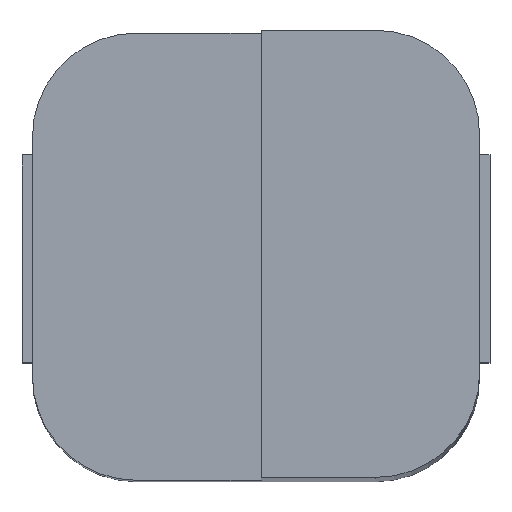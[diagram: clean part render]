
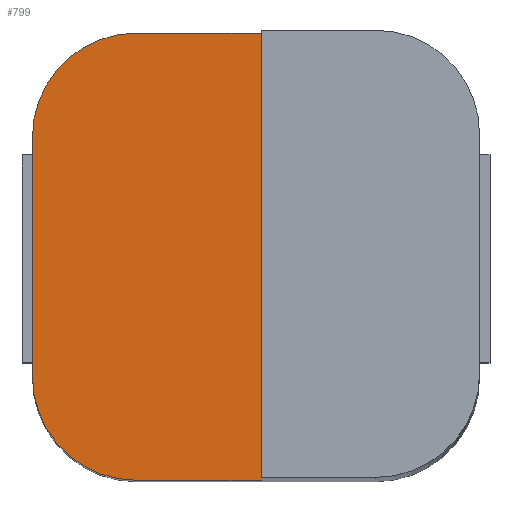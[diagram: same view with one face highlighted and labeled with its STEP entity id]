
A CAD part, top view. The second image highlights one B-rep face of the part: STEP entity #799.
In plain terms, the highlighted planar face has unit normal (0, 0, 1).
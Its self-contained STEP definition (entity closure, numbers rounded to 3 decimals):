
#676=FACE_OUTER_BOUND('',#1111,.T.);
#799=ADVANCED_FACE('',(#676),#926,.F.);
#926=PLANE('',#3187);
#1029=CIRCLE('',#3179,1.);
#1030=CIRCLE('',#3186,1.);
#1111=EDGE_LOOP('',(#1422,#1423,#1424,#1425,#1426,#1427));
#1422=ORIENTED_EDGE('',*,*,#2233,.F.);
#1423=ORIENTED_EDGE('',*,*,#2231,.F.);
#1424=ORIENTED_EDGE('',*,*,#2243,.F.);
#1425=ORIENTED_EDGE('',*,*,#2239,.F.);
#1426=ORIENTED_EDGE('',*,*,#2237,.T.);
#1427=ORIENTED_EDGE('',*,*,#2242,.F.);
#1992=VERTEX_POINT('',#4210);
#1993=VERTEX_POINT('',#4212);
#1994=VERTEX_POINT('',#4216);
#1995=VERTEX_POINT('',#4220);
#1996=VERTEX_POINT('',#4222);
#1997=VERTEX_POINT('',#4227);
#2231=EDGE_CURVE('',#1992,#1993,#2548,.T.);
#2233=EDGE_CURVE('',#1993,#1994,#1029,.T.);
#2237=EDGE_CURVE('',#1995,#1996,#2553,.T.);
#2239=EDGE_CURVE('',#1995,#1997,#2555,.T.);
#2242=EDGE_CURVE('',#1994,#1996,#2558,.T.);
#2243=EDGE_CURVE('',#1997,#1992,#1030,.T.);
#2548=LINE('',#4211,#2847);
#2553=LINE('',#4223,#2852);
#2555=LINE('',#4226,#2854);
#2558=LINE('',#4233,#2857);
#2847=VECTOR('',#3478,1.);
#2852=VECTOR('',#3489,1.);
#2854=VECTOR('',#3493,1.);
#2857=VECTOR('',#3502,1.);
#3179=AXIS2_PLACEMENT_3D('',#4215,#3482,#3483);
#3186=AXIS2_PLACEMENT_3D('',#4235,#3505,#3506);
#3187=AXIS2_PLACEMENT_3D('',#4236,#3507,#3508);
#3478=DIRECTION('',(0.,1.,0.));
#3482=DIRECTION('',(0.,0.,-1.));
#3483=DIRECTION('',(-1.,0.,0.));
#3489=DIRECTION('',(0.,1.,0.));
#3493=DIRECTION('',(-1.,0.,0.));
#3502=DIRECTION('',(1.,0.,0.));
#3505=DIRECTION('',(0.,0.,-1.));
#3506=DIRECTION('',(0.,-1.,0.));
#3507=DIRECTION('',(0.,0.,-1.));
#3508=DIRECTION('',(1.,0.,0.));
#4210=CARTESIAN_POINT('',(-2.15,-1.15,8.1));
#4211=CARTESIAN_POINT('',(-2.15,-1.15,8.1));
#4212=CARTESIAN_POINT('',(-2.15,1.15,8.1));
#4215=CARTESIAN_POINT('',(-1.15,1.15,8.1));
#4216=CARTESIAN_POINT('',(-1.15,2.15,8.1));
#4220=CARTESIAN_POINT('',(0.05,-2.15,8.1));
#4222=CARTESIAN_POINT('',(0.05,2.15,8.1));
#4223=CARTESIAN_POINT('',(0.05,-2.15,8.1));
#4226=CARTESIAN_POINT('',(0.05,-2.15,8.1));
#4227=CARTESIAN_POINT('',(-1.15,-2.15,8.1));
#4233=CARTESIAN_POINT('',(-1.15,2.15,8.1));
#4235=CARTESIAN_POINT('',(-1.15,-1.15,8.1));
#4236=CARTESIAN_POINT('',(-2.26,2.365,8.1));
